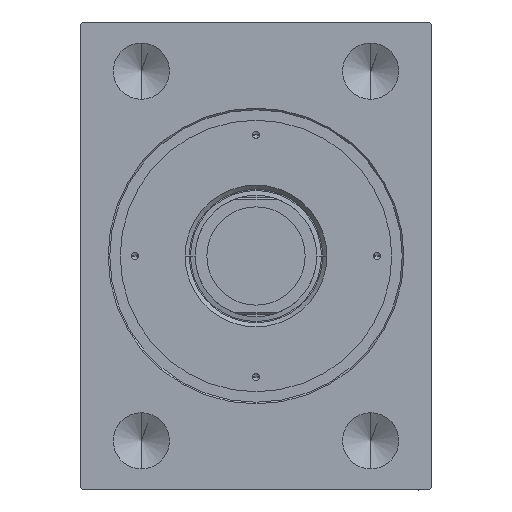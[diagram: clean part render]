
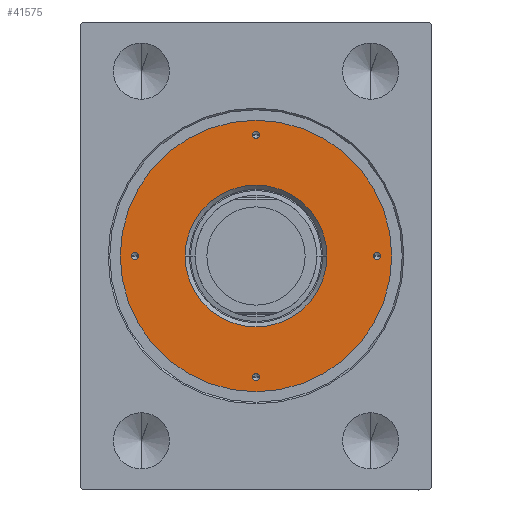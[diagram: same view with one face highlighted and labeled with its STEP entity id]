
A CAD part, left-side view. The second image highlights one B-rep face of the part: STEP entity #41575.
In plain terms, the highlighted face is planar.
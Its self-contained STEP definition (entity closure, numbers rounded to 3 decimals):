
#163 = VERTEX_POINT ( 'NONE', #4406 ) ;
#576 = EDGE_CURVE ( 'NONE', #22300, #3215, #9815, .T. ) ;
#670 = ORIENTED_EDGE ( 'NONE', *, *, #37664, .T. ) ;
#1013 = DIRECTION ( 'NONE',  ( 0., 0., -1. ) ) ;
#1733 = CARTESIAN_POINT ( 'NONE',  ( 0., 0., 11.8 ) ) ;
#2187 = DIRECTION ( 'NONE',  ( 0., 0., 1. ) ) ;
#2348 = DIRECTION ( 'NONE',  ( 0., 0., 1. ) ) ;
#2708 = DIRECTION ( 'NONE',  ( 1., 0., 0. ) ) ;
#2900 = EDGE_LOOP ( 'NONE', ( #670, #17815 ) ) ;
#2929 = EDGE_LOOP ( 'NONE', ( #11356, #28775 ) ) ;
#3215 = VERTEX_POINT ( 'NONE', #15071 ) ;
#3311 = DIRECTION ( 'NONE',  ( 1., 0., 0. ) ) ;
#3368 = DIRECTION ( 'NONE',  ( 1., 0., 0. ) ) ;
#3890 = CIRCLE ( 'NONE', #23270, 30.3 ) ;
#4406 = CARTESIAN_POINT ( 'NONE',  ( -1.5, 51.75, 11.8 ) ) ;
#5024 = DIRECTION ( 'NONE',  ( 1., 0., 0. ) ) ;
#5606 = VERTEX_POINT ( 'NONE', #14868 ) ;
#6114 = EDGE_CURVE ( 'NONE', #24452, #16605, #12115, .T. ) ;
#6445 = CARTESIAN_POINT ( 'NONE',  ( 0., -51.75, 11.8 ) ) ;
#6829 = AXIS2_PLACEMENT_3D ( 'NONE', #40211, #43346, #2708 ) ;
#6983 = FACE_BOUND ( 'NONE', #36181, .T. ) ;
#7027 = CARTESIAN_POINT ( 'NONE',  ( 0., 0., 11.8 ) ) ;
#7424 = FACE_BOUND ( 'NONE', #2900, .T. ) ;
#7536 = VERTEX_POINT ( 'NONE', #22350 ) ;
#7650 = FACE_BOUND ( 'NONE', #17889, .T. ) ;
#8135 = EDGE_CURVE ( 'NONE', #163, #19881, #40666, .T. ) ;
#8429 = AXIS2_PLACEMENT_3D ( 'NONE', #10425, #1013, #18273 ) ;
#8683 = EDGE_LOOP ( 'NONE', ( #16270, #32173 ) ) ;
#8871 = CARTESIAN_POINT ( 'NONE',  ( 30.3, 0., 11.8 ) ) ;
#9493 = DIRECTION ( 'NONE',  ( 0., 0., 1. ) ) ;
#9809 = DIRECTION ( 'NONE',  ( 1., 0., 0. ) ) ;
#9815 = CIRCLE ( 'NONE', #36371, 1.5 ) ;
#10256 = DIRECTION ( 'NONE',  ( 0., 0., 1. ) ) ;
#10317 = DIRECTION ( 'NONE',  ( 0., 0., 1. ) ) ;
#10425 = CARTESIAN_POINT ( 'NONE',  ( 0., 0., 11.8 ) ) ;
#10577 = PLANE ( 'NONE',  #36279 ) ;
#11020 = EDGE_LOOP ( 'NONE', ( #25395, #12114 ) ) ;
#11356 = ORIENTED_EDGE ( 'NONE', *, *, #34284, .F. ) ;
#11397 = DIRECTION ( 'NONE',  ( 0., 0., 1. ) ) ;
#11608 = DIRECTION ( 'NONE',  ( 1., 0., 0. ) ) ;
#11828 = CIRCLE ( 'NONE', #6829, 1.5 ) ;
#11963 = CARTESIAN_POINT ( 'NONE',  ( -58., 0., 11.8 ) ) ;
#12046 = CARTESIAN_POINT ( 'NONE',  ( 53.25, 0., 11.8 ) ) ;
#12114 = ORIENTED_EDGE ( 'NONE', *, *, #27687, .F. ) ;
#12115 = CIRCLE ( 'NONE', #27215, 1.5 ) ;
#12969 = CARTESIAN_POINT ( 'NONE',  ( -51.75, 0., 11.8 ) ) ;
#14157 = CARTESIAN_POINT ( 'NONE',  ( 0., 0., 11.8 ) ) ;
#14868 = CARTESIAN_POINT ( 'NONE',  ( -1.5, -51.75, 11.8 ) ) ;
#15071 = CARTESIAN_POINT ( 'NONE',  ( 50.25, 0., 11.8 ) ) ;
#15790 = CARTESIAN_POINT ( 'NONE',  ( 51.75, 0., 11.8 ) ) ;
#16037 = CARTESIAN_POINT ( 'NONE',  ( -30.3, 0., 11.8 ) ) ;
#16270 = ORIENTED_EDGE ( 'NONE', *, *, #23156, .T. ) ;
#16605 = VERTEX_POINT ( 'NONE', #22428 ) ;
#17143 = DIRECTION ( 'NONE',  ( 1., 0., 0. ) ) ;
#17318 = FACE_BOUND ( 'NONE', #11020, .T. ) ;
#17815 = ORIENTED_EDGE ( 'NONE', *, *, #19151, .T. ) ;
#17889 = EDGE_LOOP ( 'NONE', ( #37669, #26610 ) ) ;
#18273 = DIRECTION ( 'NONE',  ( 1., 0., 0. ) ) ;
#19151 = EDGE_CURVE ( 'NONE', #40387, #34481, #26381, .T. ) ;
#19255 = VERTEX_POINT ( 'NONE', #11963 ) ;
#19881 = VERTEX_POINT ( 'NONE', #41825 ) ;
#19923 = AXIS2_PLACEMENT_3D ( 'NONE', #6445, #40601, #9809 ) ;
#20442 = CIRCLE ( 'NONE', #39797, 1.5 ) ;
#21356 = DIRECTION ( 'NONE',  ( 0., 0., 1. ) ) ;
#22300 = VERTEX_POINT ( 'NONE', #12046 ) ;
#22350 = CARTESIAN_POINT ( 'NONE',  ( 1.5, -51.75, 11.8 ) ) ;
#22428 = CARTESIAN_POINT ( 'NONE',  ( -50.25, 0., 11.8 ) ) ;
#22749 = DIRECTION ( 'NONE',  ( 1., 0., 0. ) ) ;
#23156 = EDGE_CURVE ( 'NONE', #19255, #35405, #30311, .T. ) ;
#23198 = DIRECTION ( 'NONE',  ( 1., 0., 0. ) ) ;
#23270 = AXIS2_PLACEMENT_3D ( 'NONE', #7027, #42075, #17143 ) ;
#23592 = CARTESIAN_POINT ( 'NONE',  ( 0., 51.75, 11.8 ) ) ;
#24287 = DIRECTION ( 'NONE',  ( 1., 0., 0. ) ) ;
#24452 = VERTEX_POINT ( 'NONE', #34654 ) ;
#24721 = AXIS2_PLACEMENT_3D ( 'NONE', #15790, #2348, #5024 ) ;
#25395 = ORIENTED_EDGE ( 'NONE', *, *, #39703, .F. ) ;
#26351 = CARTESIAN_POINT ( 'NONE',  ( 51.75, 0., 11.8 ) ) ;
#26381 = CIRCLE ( 'NONE', #8429, 30.3 ) ;
#26610 = ORIENTED_EDGE ( 'NONE', *, *, #32843, .F. ) ;
#27215 = AXIS2_PLACEMENT_3D ( 'NONE', #42402, #11397, #11608 ) ;
#27660 = FACE_BOUND ( 'NONE', #2929, .T. ) ;
#27687 = EDGE_CURVE ( 'NONE', #5606, #7536, #27808, .T. ) ;
#27808 = CIRCLE ( 'NONE', #19923, 1.5 ) ;
#28310 = AXIS2_PLACEMENT_3D ( 'NONE', #43869, #9493, #23198 ) ;
#28321 = CIRCLE ( 'NONE', #36935, 1.5 ) ;
#28530 = DIRECTION ( 'NONE',  ( 1., 0., 0. ) ) ;
#28775 = ORIENTED_EDGE ( 'NONE', *, *, #6114, .F. ) ;
#29002 = CIRCLE ( 'NONE', #24721, 1.5 ) ;
#29558 = DIRECTION ( 'NONE',  ( 1., 0., 0. ) ) ;
#30311 = CIRCLE ( 'NONE', #36045, 58. ) ;
#31018 = FACE_OUTER_BOUND ( 'NONE', #8683, .T. ) ;
#31845 = ORIENTED_EDGE ( 'NONE', *, *, #40663, .F. ) ;
#32173 = ORIENTED_EDGE ( 'NONE', *, *, #32270, .T. ) ;
#32270 = EDGE_CURVE ( 'NONE', #35405, #19255, #40502, .T. ) ;
#32750 = AXIS2_PLACEMENT_3D ( 'NONE', #23592, #10317, #3368 ) ;
#32843 = EDGE_CURVE ( 'NONE', #3215, #22300, #29002, .T. ) ;
#34284 = EDGE_CURVE ( 'NONE', #16605, #24452, #20442, .T. ) ;
#34481 = VERTEX_POINT ( 'NONE', #8871 ) ;
#34654 = CARTESIAN_POINT ( 'NONE',  ( -53.25, 0., 11.8 ) ) ;
#35405 = VERTEX_POINT ( 'NONE', #37411 ) ;
#36045 = AXIS2_PLACEMENT_3D ( 'NONE', #1733, #2187, #29558 ) ;
#36181 = EDGE_LOOP ( 'NONE', ( #31845, #44403 ) ) ;
#36279 = AXIS2_PLACEMENT_3D ( 'NONE', #14157, #21356, #24287 ) ;
#36371 = AXIS2_PLACEMENT_3D ( 'NONE', #26351, #42744, #22749 ) ;
#36935 = AXIS2_PLACEMENT_3D ( 'NONE', #39076, #42018, #28530 ) ;
#37411 = CARTESIAN_POINT ( 'NONE',  ( 58., 0., 11.8 ) ) ;
#37664 = EDGE_CURVE ( 'NONE', #34481, #40387, #3890, .T. ) ;
#37669 = ORIENTED_EDGE ( 'NONE', *, *, #576, .F. ) ;
#39076 = CARTESIAN_POINT ( 'NONE',  ( 0., -51.75, 11.8 ) ) ;
#39703 = EDGE_CURVE ( 'NONE', #7536, #5606, #28321, .T. ) ;
#39797 = AXIS2_PLACEMENT_3D ( 'NONE', #12969, #10256, #3311 ) ;
#40211 = CARTESIAN_POINT ( 'NONE',  ( 0., 51.75, 11.8 ) ) ;
#40387 = VERTEX_POINT ( 'NONE', #16037 ) ;
#40502 = CIRCLE ( 'NONE', #28310, 58. ) ;
#40601 = DIRECTION ( 'NONE',  ( 0., 0., 1. ) ) ;
#40663 = EDGE_CURVE ( 'NONE', #19881, #163, #11828, .T. ) ;
#40666 = CIRCLE ( 'NONE', #32750, 1.5 ) ;
#41575 = ADVANCED_FACE ( 'NONE', ( #27660, #6983, #7650, #17318, #7424, #31018 ), #10577, .T. ) ;
#41825 = CARTESIAN_POINT ( 'NONE',  ( 1.5, 51.75, 11.8 ) ) ;
#42018 = DIRECTION ( 'NONE',  ( 0., 0., 1. ) ) ;
#42075 = DIRECTION ( 'NONE',  ( 0., 0., -1. ) ) ;
#42402 = CARTESIAN_POINT ( 'NONE',  ( -51.75, 0., 11.8 ) ) ;
#42744 = DIRECTION ( 'NONE',  ( 0., 0., 1. ) ) ;
#43346 = DIRECTION ( 'NONE',  ( 0., 0., 1. ) ) ;
#43869 = CARTESIAN_POINT ( 'NONE',  ( 0., 0., 11.8 ) ) ;
#44403 = ORIENTED_EDGE ( 'NONE', *, *, #8135, .F. ) ;
